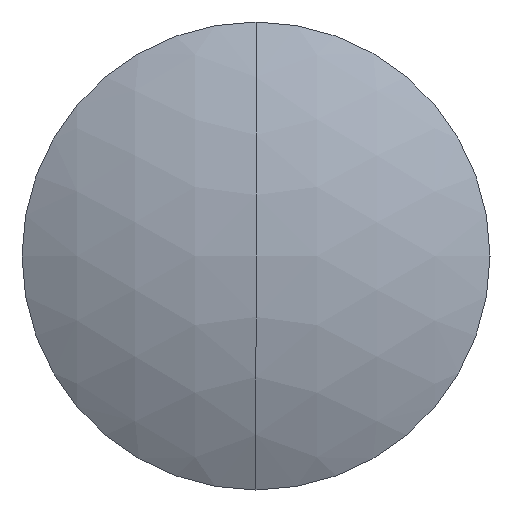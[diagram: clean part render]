
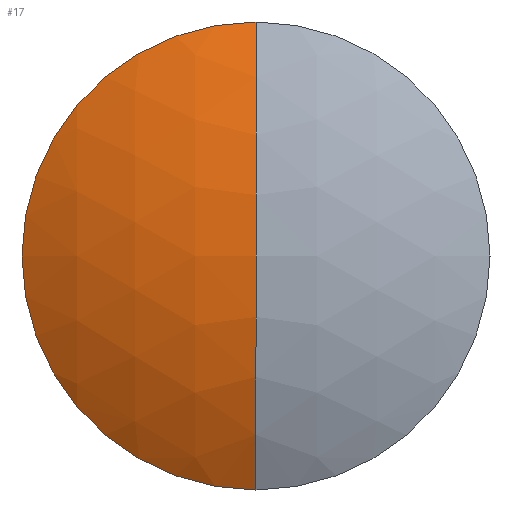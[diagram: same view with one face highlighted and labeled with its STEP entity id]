
A CAD part, left-side view. The second image highlights one B-rep face of the part: STEP entity #17.
In plain terms, the highlighted spherical face has radius 51.8 mm.
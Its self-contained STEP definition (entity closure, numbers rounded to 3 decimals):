
#17 = ADVANCED_FACE ( 'NONE', ( #280 ), #202, .T. ) ;
#19 = DIRECTION ( 'NONE',  ( 0., -1., 0. ) ) ;
#24 = DIRECTION ( 'NONE',  ( 0., 0., 1. ) ) ;
#49 = DIRECTION ( 'NONE',  ( 0., 0., 1. ) ) ;
#51 = ORIENTED_EDGE ( 'NONE', *, *, #66, .F. ) ;
#57 = CARTESIAN_POINT ( 'NONE',  ( 534.642, 0., -25.4 ) ) ;
#59 = CIRCLE ( 'NONE', #75, 25.4 ) ;
#66 = EDGE_CURVE ( 'NONE', #290, #84, #266, .T. ) ;
#75 = AXIS2_PLACEMENT_3D ( 'NONE', #239, #137, #24 ) ;
#84 = VERTEX_POINT ( 'NONE', #284 ) ;
#113 = ORIENTED_EDGE ( 'NONE', *, *, #128, .T. ) ;
#114 = DIRECTION ( 'NONE',  ( 0., 0., 1. ) ) ;
#123 = CARTESIAN_POINT ( 'NONE',  ( 579.787, 0., 0. ) ) ;
#128 = EDGE_CURVE ( 'NONE', #290, #223, #59, .T. ) ;
#137 = DIRECTION ( 'NONE',  ( -1., 0., 0. ) ) ;
#151 = ORIENTED_EDGE ( 'NONE', *, *, #242, .T. ) ;
#177 = CARTESIAN_POINT ( 'NONE',  ( 534.642, 0., 25.4 ) ) ;
#199 = EDGE_LOOP ( 'NONE', ( #113, #151, #51 ) ) ;
#202 = SPHERICAL_SURFACE ( 'NONE', #324, 51.8 ) ;
#206 = CARTESIAN_POINT ( 'NONE',  ( 579.787, 0., 0. ) ) ;
#214 = CIRCLE ( 'NONE', #218, 51.8 ) ;
#218 = AXIS2_PLACEMENT_3D ( 'NONE', #206, #231, #49 ) ;
#223 = VERTEX_POINT ( 'NONE', #57 ) ;
#231 = DIRECTION ( 'NONE',  ( 0., 1., 0. ) ) ;
#239 = CARTESIAN_POINT ( 'NONE',  ( 534.642, 0., 0. ) ) ;
#242 = EDGE_CURVE ( 'NONE', #223, #84, #214, .T. ) ;
#259 = CARTESIAN_POINT ( 'NONE',  ( 579.787, 0., 0. ) ) ;
#266 = CIRCLE ( 'NONE', #306, 51.8 ) ;
#280 = FACE_OUTER_BOUND ( 'NONE', #199, .T. ) ;
#284 = CARTESIAN_POINT ( 'NONE',  ( 527.987, 0., 0. ) ) ;
#290 = VERTEX_POINT ( 'NONE', #177 ) ;
#306 = AXIS2_PLACEMENT_3D ( 'NONE', #259, #19, #312 ) ;
#312 = DIRECTION ( 'NONE',  ( 0., 0., -1. ) ) ;
#324 = AXIS2_PLACEMENT_3D ( 'NONE', #123, #325, #114 ) ;
#325 = DIRECTION ( 'NONE',  ( 0., 1., 0. ) ) ;
